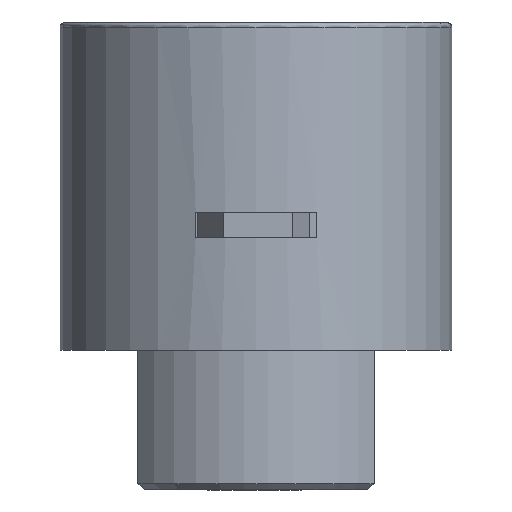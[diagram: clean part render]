
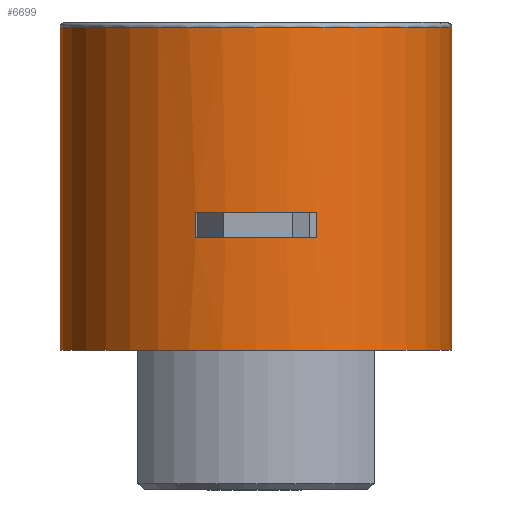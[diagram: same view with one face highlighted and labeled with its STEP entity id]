
A CAD part, front view. The second image highlights one B-rep face of the part: STEP entity #6699.
In plain terms, the highlighted cylindrical face has radius 7.747 mm (diameter 15.494 mm), a partial arc.
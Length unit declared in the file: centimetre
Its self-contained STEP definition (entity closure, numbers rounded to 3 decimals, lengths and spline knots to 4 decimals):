
#349 = CARTESIAN_POINT ( 'NONE',  ( 0., 0., -0.0178 ) ) ;
#350 = DIRECTION ( 'NONE',  ( 0., 0., -1. ) ) ;
#351 = DIRECTION ( 'NONE',  ( -1., 0., 0. ) ) ;
#1000 = VERTEX_POINT ( 'NONE', #13511 ) ;
#1204 = EDGE_CURVE ( 'NONE', #5482, #5464, #11658, .T. ) ;
#2275 = LINE ( 'NONE', #7987, #2281 ) ;
#2280 = CIRCLE ( 'NONE', #7130, 0.7747 ) ;
#2281 = VECTOR ( 'NONE', #7993, 100. ) ;
#2285 = LINE ( 'NONE', #8002, #2288 ) ;
#2287 = CIRCLE ( 'NONE', #7131, 0.7747 ) ;
#2288 = VECTOR ( 'NONE', #8003, 100. ) ;
#2954 = CIRCLE ( 'NONE', #3206, 0.7747 ) ;
#3011 = EDGE_LOOP ( 'NONE', ( #8105, #8104, #8103, #8102 ) ) ;
#3206 = AXIS2_PLACEMENT_3D ( 'NONE', #349, #350, #351 ) ;
#3373 = EDGE_LOOP ( 'NONE', ( #8109, #8108, #8107, #8106 ) ) ;
#3438 = VERTEX_POINT ( 'NONE', #13844 ) ;
#3463 = VERTEX_POINT ( 'NONE', #13728 ) ;
#3465 = VERTEX_POINT ( 'NONE', #14034 ) ;
#3519 = VERTEX_POINT ( 'NONE', #13818 ) ;
#3822 = CARTESIAN_POINT ( 'NONE',  ( 0., 0., -1.2954 ) ) ;
#3826 = DIRECTION ( 'NONE',  ( 0., 0., 1. ) ) ;
#3827 = DIRECTION ( 'NONE',  ( -1., 0., 0. ) ) ;
#3913 = EDGE_CURVE ( 'NONE', #5300, #1000, #11895, .T. ) ;
#4665 = EDGE_CURVE ( 'NONE', #5464, #1000, #12116, .T. ) ;
#4912 = CARTESIAN_POINT ( 'NONE',  ( 0.7747, 0., -0.0178 ) ) ;
#5300 = VERTEX_POINT ( 'NONE', #4912 ) ;
#5464 = VERTEX_POINT ( 'NONE', #9706 ) ;
#5482 = VERTEX_POINT ( 'NONE', #9724 ) ;
#6699 = ADVANCED_FACE ( 'NONE', ( #8701, #8694 ), #8703, .T. ) ;
#7130 = AXIS2_PLACEMENT_3D ( 'NONE', #7999, #8000, #8001 ) ;
#7131 = AXIS2_PLACEMENT_3D ( 'NONE', #8006, #8007, #8008 ) ;
#7987 = CARTESIAN_POINT ( 'NONE',  ( -0.2388, -0.737, 0. ) ) ;
#7993 = DIRECTION ( 'NONE',  ( 0., 0., 1. ) ) ;
#7999 = CARTESIAN_POINT ( 'NONE',  ( 0., 0., -0.7493 ) ) ;
#8000 = DIRECTION ( 'NONE',  ( 0., 0., 1. ) ) ;
#8001 = DIRECTION ( 'NONE',  ( -1., 0., 0. ) ) ;
#8002 = CARTESIAN_POINT ( 'NONE',  ( 0.2388, -0.737, 0. ) ) ;
#8003 = DIRECTION ( 'NONE',  ( 0., 0., -1. ) ) ;
#8006 = CARTESIAN_POINT ( 'NONE',  ( 0., 0., -0.8509 ) ) ;
#8007 = DIRECTION ( 'NONE',  ( 0., 0., -1. ) ) ;
#8008 = DIRECTION ( 'NONE',  ( -1., 0., 0. ) ) ;
#8102 = ORIENTED_EDGE ( 'NONE', *, *, #8191, .T. ) ;
#8103 = ORIENTED_EDGE ( 'NONE', *, *, #8189, .T. ) ;
#8104 = ORIENTED_EDGE ( 'NONE', *, *, #8194, .T. ) ;
#8105 = ORIENTED_EDGE ( 'NONE', *, *, #8193, .T. ) ;
#8106 = ORIENTED_EDGE ( 'NONE', *, *, #4665, .T. ) ;
#8107 = ORIENTED_EDGE ( 'NONE', *, *, #1204, .T. ) ;
#8108 = ORIENTED_EDGE ( 'NONE', *, *, #10437, .T. ) ;
#8109 = ORIENTED_EDGE ( 'NONE', *, *, #3913, .F. ) ;
#8189 = EDGE_CURVE ( 'NONE', #3465, #3463, #2275, .T. ) ;
#8191 = EDGE_CURVE ( 'NONE', #3463, #3438, #2280, .T. ) ;
#8193 = EDGE_CURVE ( 'NONE', #3438, #3519, #2285, .T. ) ;
#8194 = EDGE_CURVE ( 'NONE', #3519, #3465, #2287, .T. ) ;
#8400 = DIRECTION ( 'NONE',  ( -1., 0., 0. ) ) ;
#8415 = CARTESIAN_POINT ( 'NONE',  ( 0., 0., 0. ) ) ;
#8416 = DIRECTION ( 'NONE',  ( 0., 0., -1. ) ) ;
#8694 = FACE_BOUND ( 'NONE', #3011, .T. ) ;
#8701 = FACE_OUTER_BOUND ( 'NONE', #3373, .T. ) ;
#8703 = CYLINDRICAL_SURFACE ( 'NONE', #10652, 0.7747 ) ;
#9706 = CARTESIAN_POINT ( 'NONE',  ( -0.7747, 0., -1.2954 ) ) ;
#9724 = CARTESIAN_POINT ( 'NONE',  ( -0.7747, 0., -0.0178 ) ) ;
#10437 = EDGE_CURVE ( 'NONE', #5300, #5482, #2954, .T. ) ;
#10542 = AXIS2_PLACEMENT_3D ( 'NONE', #3822, #3826, #3827 ) ;
#10652 = AXIS2_PLACEMENT_3D ( 'NONE', #8415, #8416, #8400 ) ;
#11401 = CARTESIAN_POINT ( 'NONE',  ( 0.7747, 0., 0. ) ) ;
#11408 = DIRECTION ( 'NONE',  ( 0., 0., -1. ) ) ;
#11658 = LINE ( 'NONE', #13536, #11660 ) ;
#11660 = VECTOR ( 'NONE', #13612, 100. ) ;
#11895 = LINE ( 'NONE', #11401, #11903 ) ;
#11903 = VECTOR ( 'NONE', #11408, 100. ) ;
#12116 = CIRCLE ( 'NONE', #10542, 0.7747 ) ;
#13511 = CARTESIAN_POINT ( 'NONE',  ( 0.7747, 0., -1.2954 ) ) ;
#13536 = CARTESIAN_POINT ( 'NONE',  ( -0.7747, 0., 0. ) ) ;
#13612 = DIRECTION ( 'NONE',  ( 0., 0., -1. ) ) ;
#13728 = CARTESIAN_POINT ( 'NONE',  ( -0.2388, -0.737, -0.7493 ) ) ;
#13818 = CARTESIAN_POINT ( 'NONE',  ( 0.2388, -0.737, -0.8509 ) ) ;
#13844 = CARTESIAN_POINT ( 'NONE',  ( 0.2388, -0.737, -0.7493 ) ) ;
#14034 = CARTESIAN_POINT ( 'NONE',  ( -0.2388, -0.737, -0.8509 ) ) ;
